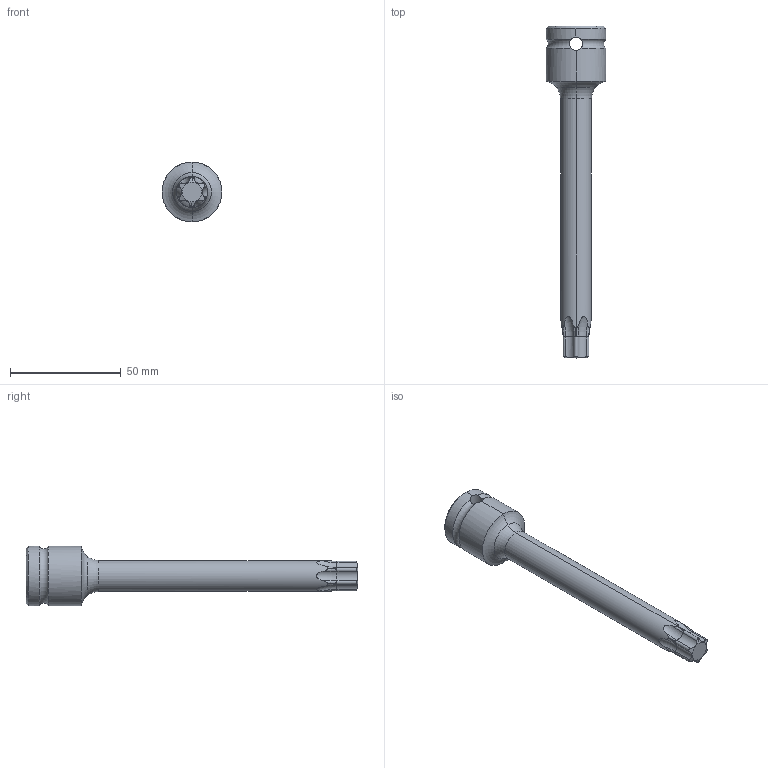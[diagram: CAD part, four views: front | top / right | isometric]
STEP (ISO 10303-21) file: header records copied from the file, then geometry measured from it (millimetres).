
FILE_DESCRIPTION((''),'2;1');
FILE_NAME('4027132860','2024-01-08T10:27:15',('a00565553'),(''),'CREO PARAMETRIC BY PTC INC, 2022414','CREO PARAMETRIC BY PTC INC, 2022414','');
FILE_SCHEMA(('CONFIG_CONTROL_DESIGN','GEOMETRIC_VALIDATION_PROPERTIES_MIM'));
Length unit declared in the file: millimetre
Products named in the file (1): 4027132860
Bounding box: 27 x 150 x 27 mm (x, y, z)
Volume: 30074.2 mm3; surface area: 9461.5 mm2
Topology: 1 solids, 1 shells, 117 faces, 336 edges, 219 vertices
Faces by surface type: plane 43, torus 42, cylinder 23, cone 9
Entity records: 4710 total; most frequent: CARTESIAN_POINT 1664, ORIENTED_EDGE 672, DIRECTION 568, EDGE_CURVE 336, AXIS2_PLACEMENT_3D 248, VERTEX_POINT 219, B_SPLINE_CURVE_WITH_KNOTS 133, CIRCLE 131
